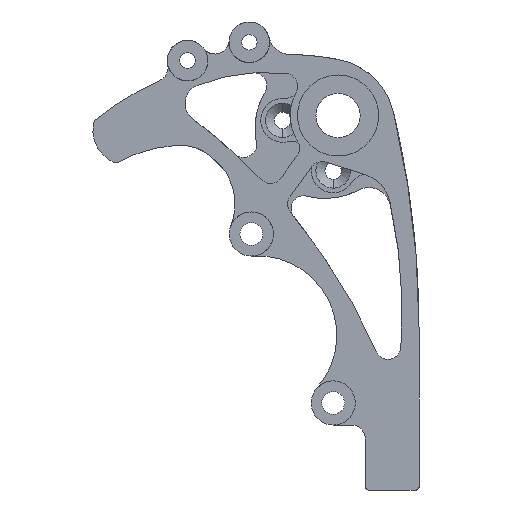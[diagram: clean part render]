
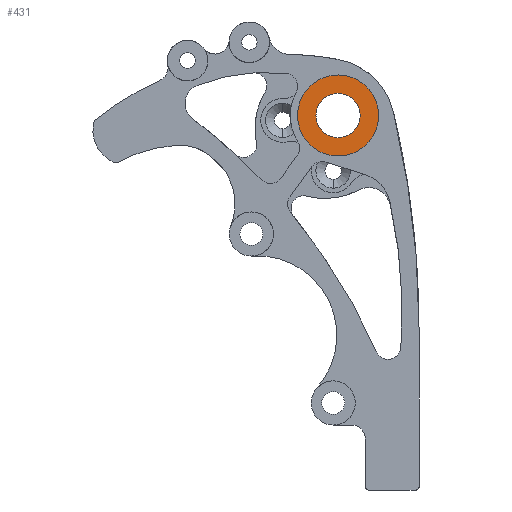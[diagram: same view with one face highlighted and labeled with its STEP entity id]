
A CAD part, left-side view. The second image highlights one B-rep face of the part: STEP entity #431.
In plain terms, the highlighted planar face has unit normal (-1, 0, 0).
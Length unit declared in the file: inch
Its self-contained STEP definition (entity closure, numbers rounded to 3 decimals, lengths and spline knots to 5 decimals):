
#282 = ORIENTED_EDGE ( 'NONE', *, *, #346, .T. ) ;
#346 = EDGE_CURVE ( 'NONE', #2544, #3287, #3778, .T. ) ;
#431 = ADVANCED_FACE ( 'NONE', ( #3017, #3180 ), #6157, .F. ) ;
#450 = DIRECTION ( 'NONE',  ( 1., 0., 0. ) ) ;
#1004 = DIRECTION ( 'NONE',  ( 1., 0., 0. ) ) ;
#1097 = AXIS2_PLACEMENT_3D ( 'NONE', #2837, #450, #5734 ) ;
#1126 = CARTESIAN_POINT ( 'NONE',  ( -0.45276, 0., 0. ) ) ;
#1361 = DIRECTION ( 'NONE',  ( 1., 0., 0. ) ) ;
#1412 = EDGE_CURVE ( 'NONE', #5880, #2377, #5769, .T. ) ;
#1474 = ORIENTED_EDGE ( 'NONE', *, *, #6110, .T. ) ;
#1586 = DIRECTION ( 'NONE',  ( 0., 0., 1. ) ) ;
#1616 = CARTESIAN_POINT ( 'NONE',  ( -0.45276, 0., 0. ) ) ;
#1676 = AXIS2_PLACEMENT_3D ( 'NONE', #3890, #1004, #4354 ) ;
#1848 = AXIS2_PLACEMENT_3D ( 'NONE', #1616, #4984, #2115 ) ;
#2040 = ORIENTED_EDGE ( 'NONE', *, *, #5579, .T. ) ;
#2115 = DIRECTION ( 'NONE',  ( 0., 0., 1. ) ) ;
#2377 = VERTEX_POINT ( 'NONE', #4331 ) ;
#2544 = VERTEX_POINT ( 'NONE', #4132 ) ;
#2623 = AXIS2_PLACEMENT_3D ( 'NONE', #1126, #4479, #1586 ) ;
#2837 = CARTESIAN_POINT ( 'NONE',  ( -0.45276, 0., 0. ) ) ;
#2997 = CIRCLE ( 'NONE', #1848, 0.43307 ) ;
#3017 = FACE_BOUND ( 'NONE', #4847, .T. ) ;
#3072 = CARTESIAN_POINT ( 'NONE',  ( -0.45276, 0., 0.23622 ) ) ;
#3180 = FACE_OUTER_BOUND ( 'NONE', #5785, .T. ) ;
#3287 = VERTEX_POINT ( 'NONE', #3072 ) ;
#3732 = ORIENTED_EDGE ( 'NONE', *, *, #1412, .T. ) ;
#3778 = CIRCLE ( 'NONE', #1097, 0.23622 ) ;
#3890 = CARTESIAN_POINT ( 'NONE',  ( -0.45276, 0., 0. ) ) ;
#4132 = CARTESIAN_POINT ( 'NONE',  ( -0.45276, 0., -0.23622 ) ) ;
#4233 = CARTESIAN_POINT ( 'NONE',  ( -0.45276, 1.55673, -3.13937 ) ) ;
#4298 = AXIS2_PLACEMENT_3D ( 'NONE', #4233, #1361, #4729 ) ;
#4331 = CARTESIAN_POINT ( 'NONE',  ( -0.45276, 0., 0.43307 ) ) ;
#4348 = CARTESIAN_POINT ( 'NONE',  ( -0.45276, 0., -0.43307 ) ) ;
#4354 = DIRECTION ( 'NONE',  ( 0., 0., -1. ) ) ;
#4479 = DIRECTION ( 'NONE',  ( -1., 0., 0. ) ) ;
#4729 = DIRECTION ( 'NONE',  ( 0., 0., 1. ) ) ;
#4847 = EDGE_LOOP ( 'NONE', ( #1474, #282 ) ) ;
#4984 = DIRECTION ( 'NONE',  ( -1., 0., 0. ) ) ;
#5262 = CIRCLE ( 'NONE', #1676, 0.23622 ) ;
#5579 = EDGE_CURVE ( 'NONE', #2377, #5880, #2997, .T. ) ;
#5734 = DIRECTION ( 'NONE',  ( 0., 0., -1. ) ) ;
#5769 = CIRCLE ( 'NONE', #2623, 0.43307 ) ;
#5785 = EDGE_LOOP ( 'NONE', ( #2040, #3732 ) ) ;
#5880 = VERTEX_POINT ( 'NONE', #4348 ) ;
#6110 = EDGE_CURVE ( 'NONE', #3287, #2544, #5262, .T. ) ;
#6157 = PLANE ( 'NONE',  #4298 ) ;
